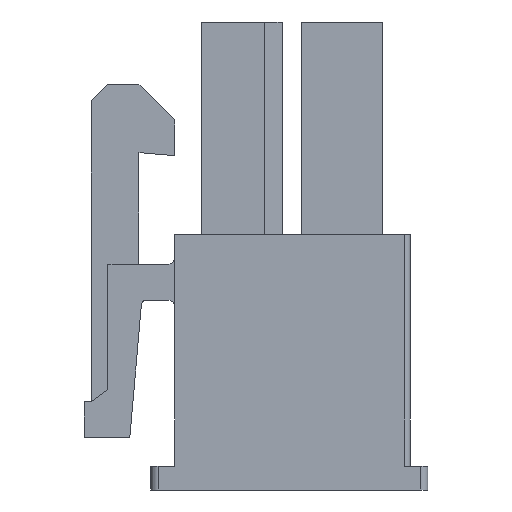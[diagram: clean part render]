
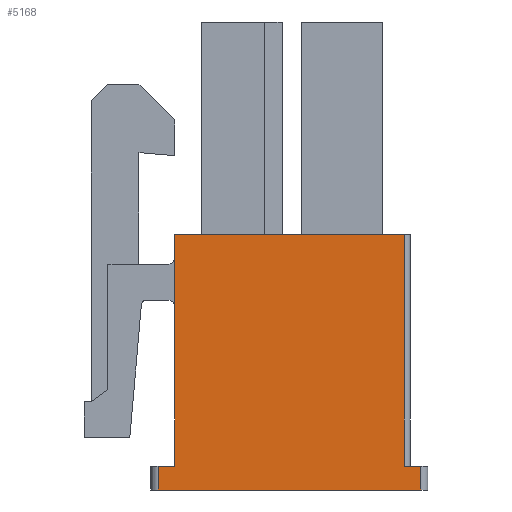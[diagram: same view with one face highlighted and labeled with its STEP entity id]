
A CAD part, left-side view. The second image highlights one B-rep face of the part: STEP entity #5168.
In plain terms, the highlighted planar face has unit normal (-1, 0, 0).
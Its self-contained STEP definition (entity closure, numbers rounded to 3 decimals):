
#1=DIRECTION('',(0.,0.,-1.));
#2=VECTOR('',#1,1.);
#3=CARTESIAN_POINT('',(-9.,5.5,-9.7));
#4=LINE('',#3,#2);
#5=DIRECTION('',(0.,0.,1.));
#6=VECTOR('',#5,9.7);
#7=CARTESIAN_POINT('',(-9.,4.8,-9.7));
#8=LINE('',#7,#6);
#9=DIRECTION('',(0.,-1.,0.));
#10=VECTOR('',#9,9.6);
#11=CARTESIAN_POINT('',(-9.,4.8,0.));
#12=LINE('',#11,#10);
#13=DIRECTION('',(0.,0.,-1.));
#14=VECTOR('',#13,9.7);
#15=CARTESIAN_POINT('',(-9.,-4.8,0.));
#16=LINE('',#15,#14);
#17=DIRECTION('',(0.,-1.,0.));
#18=VECTOR('',#17,0.7);
#19=CARTESIAN_POINT('',(-9.,-4.8,-9.7));
#20=LINE('',#19,#18);
#21=DIRECTION('',(0.,0.,1.));
#22=VECTOR('',#21,1.);
#23=CARTESIAN_POINT('',(-9.,-5.5,-10.7));
#24=LINE('',#23,#22);
#25=DIRECTION('',(0.,1.,0.));
#26=VECTOR('',#25,11.);
#27=CARTESIAN_POINT('',(-9.,-5.5,-10.7));
#28=LINE('',#27,#26);
#996=DIRECTION('',(0.,-1.,0.));
#997=VECTOR('',#996,0.7);
#998=CARTESIAN_POINT('',(-9.,5.5,-9.7));
#999=LINE('',#998,#997);
#3893=CARTESIAN_POINT('',(-9.,4.8,0.));
#3894=CARTESIAN_POINT('',(-9.,-4.8,0.));
#3895=VERTEX_POINT('',#3893);
#3896=VERTEX_POINT('',#3894);
#3897=CARTESIAN_POINT('',(-9.,-4.8,-9.7));
#3898=VERTEX_POINT('',#3897);
#4909=CARTESIAN_POINT('',(-9.,4.8,-9.7));
#4911=VERTEX_POINT('',#4909);
#5113=CARTESIAN_POINT('',(-9.,5.5,-10.7));
#5115=VERTEX_POINT('',#5113);
#5119=CARTESIAN_POINT('',(-9.,5.5,-9.7));
#5120=VERTEX_POINT('',#5119);
#5121=CARTESIAN_POINT('',(-9.,-5.5,-9.7));
#5123=VERTEX_POINT('',#5121);
#5127=CARTESIAN_POINT('',(-9.,-5.5,-10.7));
#5128=VERTEX_POINT('',#5127);
#5145=CARTESIAN_POINT('',(-9.,0.,0.));
#5146=DIRECTION('',(1.,0.,0.));
#5147=DIRECTION('',(0.,0.,-1.));
#5148=AXIS2_PLACEMENT_3D('',#5145,#5146,#5147);
#5149=PLANE('',#5148);
#5151=ORIENTED_EDGE('',*,*,#5150,.F.);
#5153=ORIENTED_EDGE('',*,*,#5152,.T.);
#5155=ORIENTED_EDGE('',*,*,#5154,.T.);
#5157=ORIENTED_EDGE('',*,*,#5156,.T.);
#5159=ORIENTED_EDGE('',*,*,#5158,.T.);
#5161=ORIENTED_EDGE('',*,*,#5160,.T.);
#5163=ORIENTED_EDGE('',*,*,#5162,.F.);
#5165=ORIENTED_EDGE('',*,*,#5164,.T.);
#5166=EDGE_LOOP('',(#5151,#5153,#5155,#5157,#5159,#5161,#5163,#5165));
#5167=FACE_OUTER_BOUND('',#5166,.F.);
#5168=ADVANCED_FACE('',(#5167),#5149,.F.);
#5150=EDGE_CURVE('',#5120,#5115,#4,.T.);
#5152=EDGE_CURVE('',#5120,#4911,#999,.T.);
#5154=EDGE_CURVE('',#4911,#3895,#8,.T.);
#5156=EDGE_CURVE('',#3895,#3896,#12,.T.);
#5158=EDGE_CURVE('',#3896,#3898,#16,.T.);
#5160=EDGE_CURVE('',#3898,#5123,#20,.T.);
#5162=EDGE_CURVE('',#5128,#5123,#24,.T.);
#5164=EDGE_CURVE('',#5128,#5115,#28,.T.);
